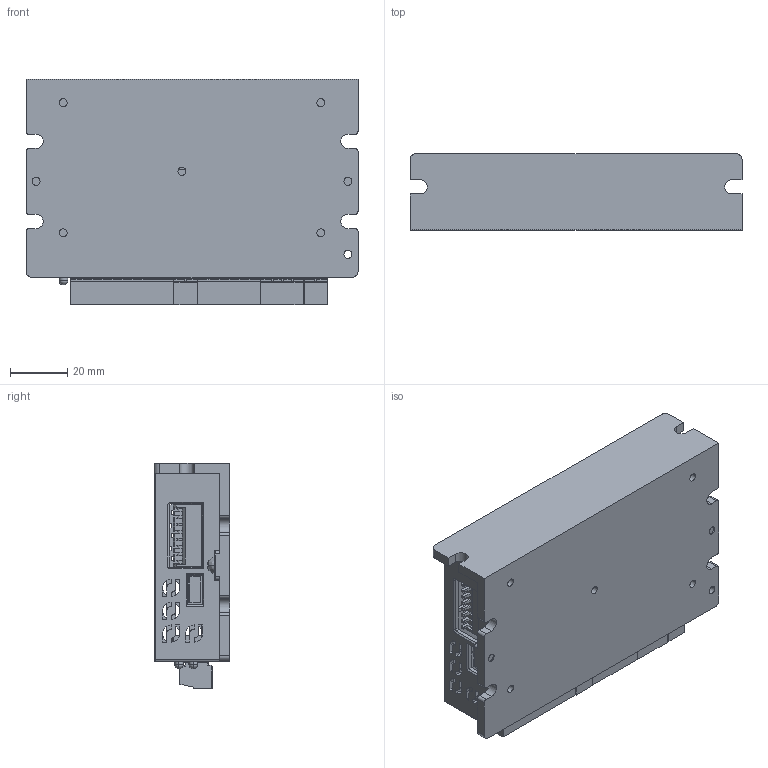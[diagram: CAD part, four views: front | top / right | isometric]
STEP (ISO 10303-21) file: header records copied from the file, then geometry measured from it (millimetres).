
FILE_DESCRIPTION((''),'2;1');
FILE_NAME('RT-T42SGV4_0','2024-12-30T10:28:56',('ruiwe'),(''),'CREO PARAMETRIC BY PTC INC, 2021063','CREO PARAMETRIC BY PTC INC, 2021063','');
FILE_SCHEMA(('CONFIG_CONTROL_DESIGN','SHAPE_APPEARANCE_LAYERS_GROUPS'));
Products named in the file (1): RT-T42SGV4_0
Bounding box: 116 x 26.5 x 78.8 mm (x, y, z)
Volume: 72260.3 mm3; surface area: 74903.9 mm2
Topology: 142 solids, 280 shells, 5001 faces, 12647 edges, 8141 vertices
Faces by surface type: plane 3064, cylinder 1417, torus 204, cone 136, sphere 104, bspline 68, extrusion 8
Entity records: 179657 total; most frequent: CARTESIAN_POINT 33423, ORIENTED_EDGE 24831, DIRECTION 23674, EDGE_CURVE 12539, VECTOR 8812, LINE 8804, VERTEX_POINT 8179, AXIS2_PLACEMENT_3D 7431
